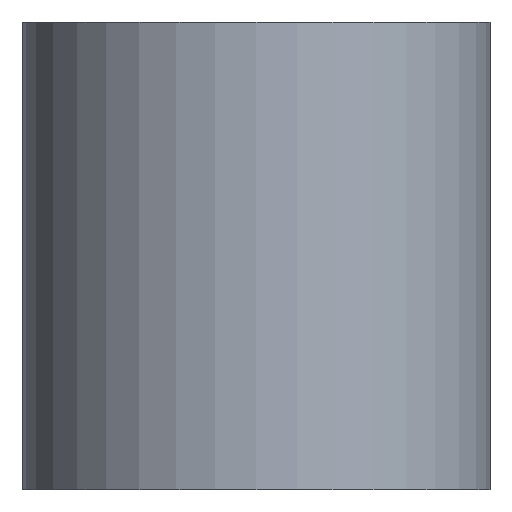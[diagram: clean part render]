
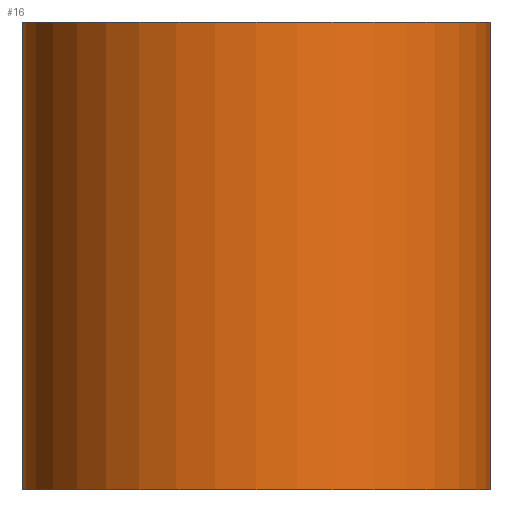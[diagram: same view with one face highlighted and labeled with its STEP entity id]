
A CAD part, front view. The second image highlights one B-rep face of the part: STEP entity #16.
In plain terms, the highlighted cylindrical face has radius 2 mm (diameter 4 mm), a partial arc.
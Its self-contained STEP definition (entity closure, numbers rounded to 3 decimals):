
#15 = DIRECTION ( 'NONE',  ( 1., 0., 0. ) ) ;
#16 = ADVANCED_FACE ( 'NONE', ( #330 ), #59, .T. ) ;
#24 = CARTESIAN_POINT ( 'NONE',  ( -2., 0., 3. ) ) ;
#32 = CIRCLE ( 'NONE', #110, 2. ) ;
#36 = LINE ( 'NONE', #24, #65 ) ;
#44 = DIRECTION ( 'NONE',  ( 1., 0., 0. ) ) ;
#50 = CARTESIAN_POINT ( 'NONE',  ( -2., 0., 4. ) ) ;
#52 = LINE ( 'NONE', #104, #91 ) ;
#54 = AXIS2_PLACEMENT_3D ( 'NONE', #136, #103, #44 ) ;
#59 = CYLINDRICAL_SURFACE ( 'NONE', #100, 2. ) ;
#60 = VERTEX_POINT ( 'NONE', #70 ) ;
#61 = ORIENTED_EDGE ( 'NONE', *, *, #130, .F. ) ;
#65 = VECTOR ( 'NONE', #250, 1000. ) ;
#68 = VERTEX_POINT ( 'NONE', #288 ) ;
#70 = CARTESIAN_POINT ( 'NONE',  ( 2., 0., 4. ) ) ;
#73 = CARTESIAN_POINT ( 'NONE',  ( 0., 0., 4. ) ) ;
#74 = VERTEX_POINT ( 'NONE', #93 ) ;
#91 = VECTOR ( 'NONE', #238, 1000. ) ;
#93 = CARTESIAN_POINT ( 'NONE',  ( -2., 0., 0. ) ) ;
#94 = DIRECTION ( 'NONE',  ( -1., 0., 0. ) ) ;
#100 = AXIS2_PLACEMENT_3D ( 'NONE', #283, #266, #94 ) ;
#103 = DIRECTION ( 'NONE',  ( 0., 0., 1. ) ) ;
#104 = CARTESIAN_POINT ( 'NONE',  ( 2., 0., 3. ) ) ;
#110 = AXIS2_PLACEMENT_3D ( 'NONE', #73, #342, #15 ) ;
#121 = EDGE_CURVE ( 'NONE', #60, #68, #52, .T. ) ;
#123 = CIRCLE ( 'NONE', #54, 2. ) ;
#130 = EDGE_CURVE ( 'NONE', #188, #60, #32, .T. ) ;
#136 = CARTESIAN_POINT ( 'NONE',  ( 0., 0., 0. ) ) ;
#178 = ORIENTED_EDGE ( 'NONE', *, *, #327, .T. ) ;
#181 = ORIENTED_EDGE ( 'NONE', *, *, #121, .F. ) ;
#188 = VERTEX_POINT ( 'NONE', #50 ) ;
#193 = EDGE_LOOP ( 'NONE', ( #181, #61, #178, #240 ) ) ;
#207 = EDGE_CURVE ( 'NONE', #74, #68, #123, .T. ) ;
#238 = DIRECTION ( 'NONE',  ( 0., 0., -1. ) ) ;
#240 = ORIENTED_EDGE ( 'NONE', *, *, #207, .T. ) ;
#250 = DIRECTION ( 'NONE',  ( 0., 0., -1. ) ) ;
#266 = DIRECTION ( 'NONE',  ( 0., 0., -1. ) ) ;
#283 = CARTESIAN_POINT ( 'NONE',  ( 0., 0., 3. ) ) ;
#288 = CARTESIAN_POINT ( 'NONE',  ( 2., 0., 0. ) ) ;
#327 = EDGE_CURVE ( 'NONE', #188, #74, #36, .T. ) ;
#330 = FACE_OUTER_BOUND ( 'NONE', #193, .T. ) ;
#342 = DIRECTION ( 'NONE',  ( 0., 0., 1. ) ) ;
